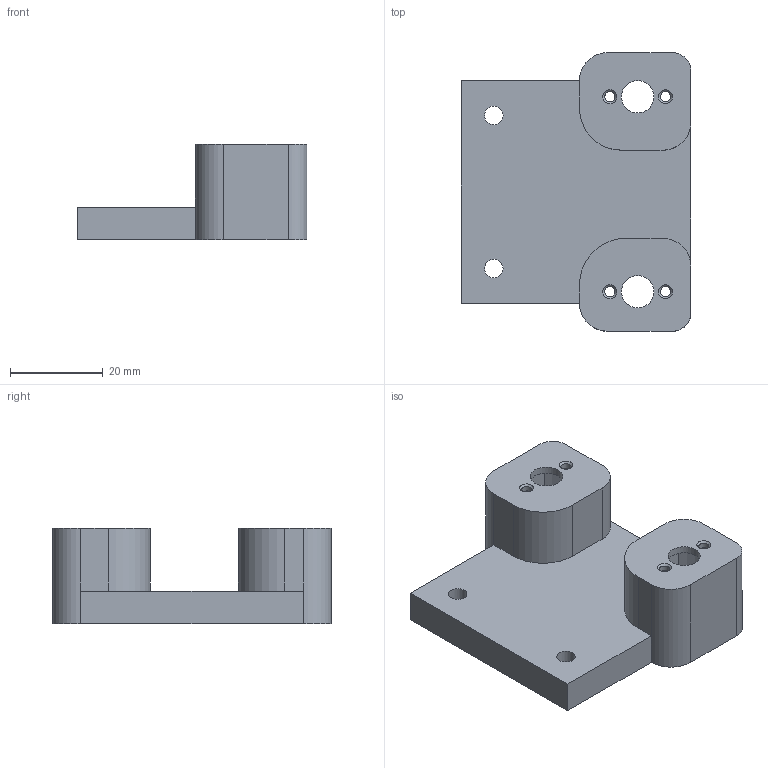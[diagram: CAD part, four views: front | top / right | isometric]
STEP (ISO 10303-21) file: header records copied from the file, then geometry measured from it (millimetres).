
FILE_DESCRIPTION(/* description */ (''),/* implementation_level */ '2;1');
FILE_NAME(/* name */ 'FlywheelCage.step',/* time_stamp */ '2018-10-22T17:31:06-05:00',/* author */ (''),/* organization */ (''),/* preprocessor_version */ 'ST-DEVELOPER v17.2',/* originating_system */ 'Autodesk Translation Framework v7.6.0.251',/* authorisation */ '');
FILE_SCHEMA (('AUTOMOTIVE_DESIGN { 1 0 10303 214 3 1 1 }'));
Length unit declared in the file: millimetre
Products named in the file (1): FlywheelCage
Bounding box: 49.5 x 60 x 20.5 mm (x, y, z)
Volume: 18570.1 mm3; surface area: 11420.8 mm2
Topology: 1 solids, 1 shells, 60 faces, 152 edges, 98 vertices
Faces by surface type: plane 30, cylinder 26, cone 4
Full cylindrical faces by diameter (mm): 2.2 x4, 4 x2, 6.5 x2, 7 x2
Entity records: 1884 total; most frequent: DIRECTION 330, CARTESIAN_POINT 311, ORIENTED_EDGE 304, EDGE_CURVE 152, AXIS2_PLACEMENT_3D 117, VERTEX_POINT 98, LINE 96, VECTOR 96
